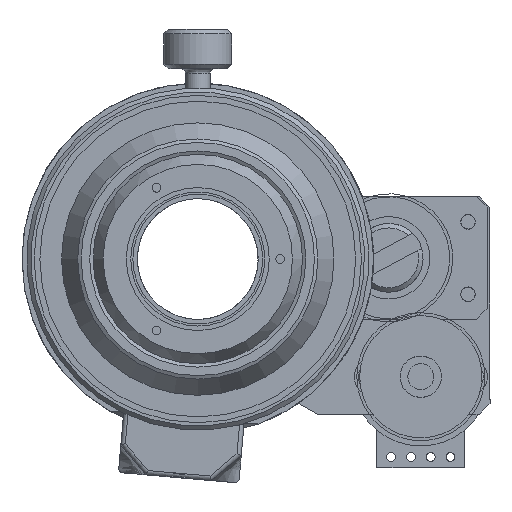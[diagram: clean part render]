
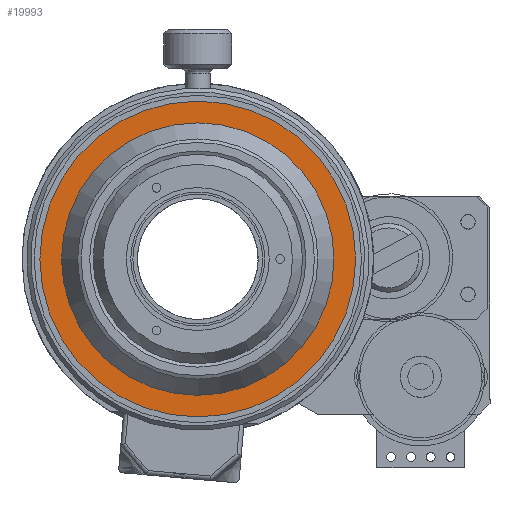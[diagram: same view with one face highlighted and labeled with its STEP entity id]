
A CAD part, left-side view. The second image highlights one B-rep face of the part: STEP entity #19993.
In plain terms, the highlighted planar face has unit normal (-1, 0, 0).
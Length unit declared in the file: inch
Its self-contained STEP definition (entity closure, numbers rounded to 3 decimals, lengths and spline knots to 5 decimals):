
#19959=CARTESIAN_POINT('',(0.5,0.62,0.0));
#19960=VERTEX_POINT('',#19959);
#19961=CARTESIAN_POINT('',(0.5,0.0,0.0));
#19962=DIRECTION('',(1.0,0.0,0.0));
#19963=DIRECTION('',(0.0,1.0,0.0));
#19964=AXIS2_PLACEMENT_3D('',#19961,#19962,#19963);
#19965=CIRCLE('',#19964,0.62);
#19966=EDGE_CURVE('',#19960,#19960,#19965,.T.);
#19974=CARTESIAN_POINT('',(0.5,0.66925,0.0));
#19975=DIRECTION('',(-1.0,0.0,0.0));
#19976=DIRECTION('',(0.0,0.0,1.0));
#19977=AXIS2_PLACEMENT_3D('',#19974,#19975,#19976);
#19978=PLANE('',#19977);
#19979=CARTESIAN_POINT('',(0.5,0.7185,0.0));
#19980=VERTEX_POINT('',#19979);
#19981=CARTESIAN_POINT('',(0.5,0.0,0.0));
#19982=DIRECTION('',(1.0,0.0,0.0));
#19983=DIRECTION('',(0.0,1.0,0.0));
#19984=AXIS2_PLACEMENT_3D('',#19981,#19982,#19983);
#19985=CIRCLE('',#19984,0.7185);
#19986=EDGE_CURVE('',#19980,#19980,#19985,.T.);
#19987=ORIENTED_EDGE('',*,*,#19986,.F.);
#19988=EDGE_LOOP('',(#19987));
#19989=FACE_OUTER_BOUND('',#19988,.T.);
#19990=ORIENTED_EDGE('',*,*,#19966,.T.);
#19991=EDGE_LOOP('',(#19990));
#19992=FACE_BOUND('',#19991,.T.);
#19993=ADVANCED_FACE('',(#19989,#19992),#19978,.T.);
